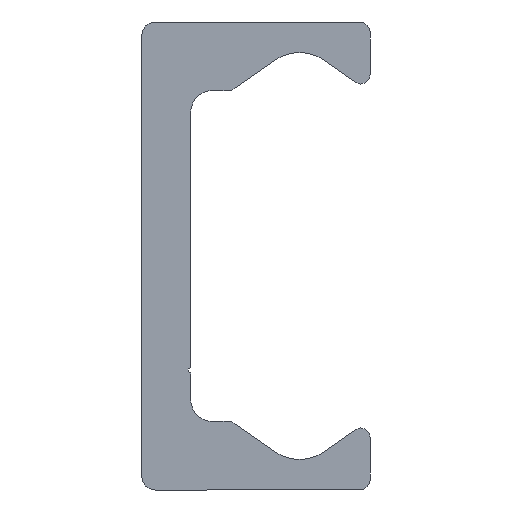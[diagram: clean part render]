
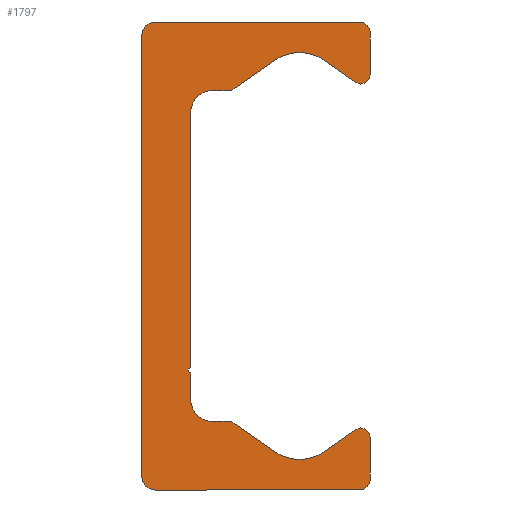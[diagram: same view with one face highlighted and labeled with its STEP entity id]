
A CAD part, left-side view. The second image highlights one B-rep face of the part: STEP entity #1797.
In plain terms, the highlighted planar face has unit normal (-1, 0, 0).
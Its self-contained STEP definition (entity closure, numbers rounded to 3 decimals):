
#852=CARTESIAN_POINT('',(0.0,9.25,-21.5));
#853=VERTEX_POINT('',#852);
#860=CARTESIAN_POINT('',(0.0,10.5,-20.25));
#861=VERTEX_POINT('',#860);
#862=CARTESIAN_POINT('',(0.0,9.25,-20.25));
#863=DIRECTION('',(1.0,0.0,0.0));
#864=DIRECTION('',(0.0,0.0,-1.0));
#865=AXIS2_PLACEMENT_3D('',#862,#863,#864);
#866=CIRCLE('',#865,1.25);
#867=EDGE_CURVE('',#853,#861,#866,.T.);
#891=CARTESIAN_POINT('',(0.0,-9.5,-21.5));
#892=VERTEX_POINT('',#891);
#899=CARTESIAN_POINT('',(0.0,-9.5,-21.5));
#900=DIRECTION('',(0.0,1.0,0.0));
#901=VECTOR('',#900,18.75);
#902=LINE('',#899,#901);
#903=EDGE_CURVE('',#892,#853,#902,.T.);
#923=CARTESIAN_POINT('',(0.0,-10.5,-20.5));
#924=VERTEX_POINT('',#923);
#931=CARTESIAN_POINT('',(0.0,-9.5,-20.5));
#932=DIRECTION('',(1.0,0.0,0.0));
#933=DIRECTION('',(0.0,-1.0,0.0));
#934=AXIS2_PLACEMENT_3D('',#931,#932,#933);
#935=CIRCLE('',#934,1.0);
#936=EDGE_CURVE('',#924,#892,#935,.T.);
#955=CARTESIAN_POINT('',(0.0,-10.5,-16.65));
#956=VERTEX_POINT('',#955);
#963=CARTESIAN_POINT('',(0.0,-10.5,-16.65));
#964=DIRECTION('',(0.0,0.0,-1.0));
#965=VECTOR('',#964,3.85);
#966=LINE('',#963,#965);
#967=EDGE_CURVE('',#956,#924,#966,.T.);
#987=CARTESIAN_POINT('',(0.0,-9.162,-15.954));
#988=VERTEX_POINT('',#987);
#995=CARTESIAN_POINT('',(0.0,-9.65,-16.65));
#996=DIRECTION('',(1.0,0.0,0.0));
#997=DIRECTION('',(0.0,0.574,0.819));
#998=AXIS2_PLACEMENT_3D('',#995,#996,#997);
#999=CIRCLE('',#998,0.85);
#1000=EDGE_CURVE('',#988,#956,#999,.T.);
#1019=CARTESIAN_POINT('',(0.0,-6.294,-17.962));
#1020=VERTEX_POINT('',#1019);
#1027=CARTESIAN_POINT('',(0.0,-6.294,-17.962));
#1028=DIRECTION('',(0.0,-0.819,0.574));
#1029=VECTOR('',#1028,3.501);
#1030=LINE('',#1027,#1029);
#1031=EDGE_CURVE('',#1020,#988,#1030,.T.);
#1051=CARTESIAN_POINT('',(0.0,-1.706,-17.962));
#1052=VERTEX_POINT('',#1051);
#1059=CARTESIAN_POINT('',(0.0,-4.,-14.685));
#1060=DIRECTION('',(-1.0,0.0,0.0));
#1061=DIRECTION('',(0.0,0.574,0.819));
#1062=AXIS2_PLACEMENT_3D('',#1059,#1060,#1061);
#1063=CIRCLE('',#1062,4.0);
#1064=EDGE_CURVE('',#1052,#1020,#1063,.T.);
#1083=CARTESIAN_POINT('',(0.0,1.981,-15.381));
#1084=VERTEX_POINT('',#1083);
#1091=CARTESIAN_POINT('',(0.0,1.981,-15.381));
#1092=DIRECTION('',(0.0,-0.819,-0.574));
#1093=VECTOR('',#1092,4.5);
#1094=LINE('',#1091,#1093);
#1095=EDGE_CURVE('',#1084,#1052,#1094,.T.);
#1115=CARTESIAN_POINT('',(0.0,2.554,-15.2));
#1116=VERTEX_POINT('',#1115);
#1123=CARTESIAN_POINT('',(0.0,2.554,-16.2));
#1124=DIRECTION('',(1.0,0.0,0.0));
#1125=DIRECTION('',(0.0,0.0,1.0));
#1126=AXIS2_PLACEMENT_3D('',#1123,#1124,#1125);
#1127=CIRCLE('',#1126,1.);
#1128=EDGE_CURVE('',#1116,#1084,#1127,.T.);
#1147=CARTESIAN_POINT('',(0.0,4.0,-15.2));
#1148=VERTEX_POINT('',#1147);
#1155=CARTESIAN_POINT('',(0.0,4.0,-15.2));
#1156=DIRECTION('',(0.0,-1.0,0.0));
#1157=VECTOR('',#1156,1.446);
#1158=LINE('',#1155,#1157);
#1159=EDGE_CURVE('',#1148,#1116,#1158,.T.);
#1179=CARTESIAN_POINT('',(0.0,6.,-13.2));
#1180=VERTEX_POINT('',#1179);
#1187=CARTESIAN_POINT('',(0.0,4.,-13.2));
#1188=DIRECTION('',(-1.0,0.0,0.0));
#1189=DIRECTION('',(0.0,0.0,1.0));
#1190=AXIS2_PLACEMENT_3D('',#1187,#1188,#1189);
#1191=CIRCLE('',#1190,2.0);
#1192=EDGE_CURVE('',#1180,#1148,#1191,.T.);
#1211=CARTESIAN_POINT('',(0.0,6.,-10.75));
#1212=VERTEX_POINT('',#1211);
#1219=CARTESIAN_POINT('',(0.0,6.,-10.75));
#1220=DIRECTION('',(0.0,0.0,-1.0));
#1221=VECTOR('',#1220,2.45);
#1222=LINE('',#1219,#1221);
#1223=EDGE_CURVE('',#1212,#1180,#1222,.T.);
#1243=CARTESIAN_POINT('',(0.0,6.,-10.25));
#1244=VERTEX_POINT('',#1243);
#1251=CARTESIAN_POINT('',(0.0,6.,-10.5));
#1252=DIRECTION('',(-1.0,0.0,0.0));
#1253=DIRECTION('',(0.0,0.0,1.0));
#1254=AXIS2_PLACEMENT_3D('',#1251,#1252,#1253);
#1255=CIRCLE('',#1254,0.25);
#1256=EDGE_CURVE('',#1244,#1212,#1255,.T.);
#1275=CARTESIAN_POINT('',(0.0,6.,13.2));
#1276=VERTEX_POINT('',#1275);
#1283=CARTESIAN_POINT('',(0.0,6.,13.2));
#1284=DIRECTION('',(0.0,0.0,-1.0));
#1285=VECTOR('',#1284,23.45);
#1286=LINE('',#1283,#1285);
#1287=EDGE_CURVE('',#1276,#1244,#1286,.T.);
#1355=CARTESIAN_POINT('',(0.0,4.0,15.2));
#1356=VERTEX_POINT('',#1355);
#1363=CARTESIAN_POINT('',(0.0,4.,13.2));
#1364=DIRECTION('',(-1.0,0.0,0.0));
#1365=DIRECTION('',(0.0,-1.0,0.0));
#1366=AXIS2_PLACEMENT_3D('',#1363,#1364,#1365);
#1367=CIRCLE('',#1366,2.0);
#1368=EDGE_CURVE('',#1356,#1276,#1367,.T.);
#1387=CARTESIAN_POINT('',(0.0,2.554,15.2));
#1388=VERTEX_POINT('',#1387);
#1395=CARTESIAN_POINT('',(0.0,2.554,15.2));
#1396=DIRECTION('',(0.0,1.0,0.0));
#1397=VECTOR('',#1396,1.446);
#1398=LINE('',#1395,#1397);
#1399=EDGE_CURVE('',#1388,#1356,#1398,.T.);
#1419=CARTESIAN_POINT('',(0.0,1.981,15.381));
#1420=VERTEX_POINT('',#1419);
#1427=CARTESIAN_POINT('',(0.0,2.554,16.2));
#1428=DIRECTION('',(1.0,0.0,0.0));
#1429=DIRECTION('',(0.0,-0.574,-0.819));
#1430=AXIS2_PLACEMENT_3D('',#1427,#1428,#1429);
#1431=CIRCLE('',#1430,1.);
#1432=EDGE_CURVE('',#1420,#1388,#1431,.T.);
#1451=CARTESIAN_POINT('',(0.0,-1.706,17.962));
#1452=VERTEX_POINT('',#1451);
#1459=CARTESIAN_POINT('',(0.0,-1.706,17.962));
#1460=DIRECTION('',(0.0,0.819,-0.574));
#1461=VECTOR('',#1460,4.5);
#1462=LINE('',#1459,#1461);
#1463=EDGE_CURVE('',#1452,#1420,#1462,.T.);
#1483=CARTESIAN_POINT('',(0.0,-6.294,17.962));
#1484=VERTEX_POINT('',#1483);
#1491=CARTESIAN_POINT('',(0.0,-4.,14.685));
#1492=DIRECTION('',(-1.0,0.0,0.0));
#1493=DIRECTION('',(0.0,-0.574,-0.819));
#1494=AXIS2_PLACEMENT_3D('',#1491,#1492,#1493);
#1495=CIRCLE('',#1494,4.0);
#1496=EDGE_CURVE('',#1484,#1452,#1495,.T.);
#1515=CARTESIAN_POINT('',(0.0,-9.162,15.954));
#1516=VERTEX_POINT('',#1515);
#1523=CARTESIAN_POINT('',(0.0,-9.162,15.954));
#1524=DIRECTION('',(0.0,0.819,0.574));
#1525=VECTOR('',#1524,3.501);
#1526=LINE('',#1523,#1525);
#1527=EDGE_CURVE('',#1516,#1484,#1526,.T.);
#1547=CARTESIAN_POINT('',(0.0,-10.5,16.65));
#1548=VERTEX_POINT('',#1547);
#1555=CARTESIAN_POINT('',(0.0,-9.65,16.65));
#1556=DIRECTION('',(1.0,0.0,0.0));
#1557=DIRECTION('',(0.0,-1.0,0.0));
#1558=AXIS2_PLACEMENT_3D('',#1555,#1556,#1557);
#1559=CIRCLE('',#1558,0.85);
#1560=EDGE_CURVE('',#1548,#1516,#1559,.T.);
#1579=CARTESIAN_POINT('',(0.0,-10.5,20.5));
#1580=VERTEX_POINT('',#1579);
#1587=CARTESIAN_POINT('',(0.0,-10.5,20.5));
#1588=DIRECTION('',(0.0,0.0,-1.0));
#1589=VECTOR('',#1588,3.85);
#1590=LINE('',#1587,#1589);
#1591=EDGE_CURVE('',#1580,#1548,#1590,.T.);
#1611=CARTESIAN_POINT('',(0.0,-9.5,21.5));
#1612=VERTEX_POINT('',#1611);
#1619=CARTESIAN_POINT('',(0.0,-9.5,20.5));
#1620=DIRECTION('',(1.0,0.0,0.0));
#1621=DIRECTION('',(0.0,0.0,1.0));
#1622=AXIS2_PLACEMENT_3D('',#1619,#1620,#1621);
#1623=CIRCLE('',#1622,1.0);
#1624=EDGE_CURVE('',#1612,#1580,#1623,.T.);
#1643=CARTESIAN_POINT('',(0.0,9.25,21.5));
#1644=VERTEX_POINT('',#1643);
#1651=CARTESIAN_POINT('',(0.0,9.25,21.5));
#1652=DIRECTION('',(0.0,-1.0,0.0));
#1653=VECTOR('',#1652,18.75);
#1654=LINE('',#1651,#1653);
#1655=EDGE_CURVE('',#1644,#1612,#1654,.T.);
#1675=CARTESIAN_POINT('',(0.0,10.5,20.25));
#1676=VERTEX_POINT('',#1675);
#1683=CARTESIAN_POINT('',(0.0,9.25,20.25));
#1684=DIRECTION('',(1.0,0.0,0.0));
#1685=DIRECTION('',(0.0,1.0,0.0));
#1686=AXIS2_PLACEMENT_3D('',#1683,#1684,#1685);
#1687=CIRCLE('',#1686,1.25);
#1688=EDGE_CURVE('',#1676,#1644,#1687,.T.);
#1706=CARTESIAN_POINT('',(0.0,10.5,-20.25));
#1707=DIRECTION('',(0.0,0.0,1.0));
#1708=VECTOR('',#1707,40.5);
#1709=LINE('',#1706,#1708);
#1710=EDGE_CURVE('',#861,#1676,#1709,.T.);
#1764=CARTESIAN_POINT('',(0.0,2.66,-0.019));
#1765=DIRECTION('',(1.0,0.0,0.0));
#1766=DIRECTION('',(0.0,0.0,-1.0));
#1767=AXIS2_PLACEMENT_3D('',#1764,#1765,#1766);
#1768=PLANE('',#1767);
#1769=ORIENTED_EDGE('',*,*,#1710,.F.);
#1770=ORIENTED_EDGE('',*,*,#867,.F.);
#1771=ORIENTED_EDGE('',*,*,#903,.F.);
#1772=ORIENTED_EDGE('',*,*,#936,.F.);
#1773=ORIENTED_EDGE('',*,*,#967,.F.);
#1774=ORIENTED_EDGE('',*,*,#1000,.F.);
#1775=ORIENTED_EDGE('',*,*,#1031,.F.);
#1776=ORIENTED_EDGE('',*,*,#1064,.F.);
#1777=ORIENTED_EDGE('',*,*,#1095,.F.);
#1778=ORIENTED_EDGE('',*,*,#1128,.F.);
#1779=ORIENTED_EDGE('',*,*,#1159,.F.);
#1780=ORIENTED_EDGE('',*,*,#1192,.F.);
#1781=ORIENTED_EDGE('',*,*,#1223,.F.);
#1782=ORIENTED_EDGE('',*,*,#1256,.F.);
#1783=ORIENTED_EDGE('',*,*,#1287,.F.);
#1784=ORIENTED_EDGE('',*,*,#1368,.F.);
#1785=ORIENTED_EDGE('',*,*,#1399,.F.);
#1786=ORIENTED_EDGE('',*,*,#1432,.F.);
#1787=ORIENTED_EDGE('',*,*,#1463,.F.);
#1788=ORIENTED_EDGE('',*,*,#1496,.F.);
#1789=ORIENTED_EDGE('',*,*,#1527,.F.);
#1790=ORIENTED_EDGE('',*,*,#1560,.F.);
#1791=ORIENTED_EDGE('',*,*,#1591,.F.);
#1792=ORIENTED_EDGE('',*,*,#1624,.F.);
#1793=ORIENTED_EDGE('',*,*,#1655,.F.);
#1794=ORIENTED_EDGE('',*,*,#1688,.F.);
#1795=EDGE_LOOP('',(#1769,#1770,#1771,#1772,#1773,#1774,#1775,#1776,#1777,#1778,#1779,#1780,#1781,#1782,#1783,#1784,#1785,#1786,#1787,#1788,#1789,#1790,#1791,#1792,#1793,#1794));
#1796=FACE_OUTER_BOUND('',#1795,.T.);
#1797=ADVANCED_FACE('',(#1796),#1768,.F.);
